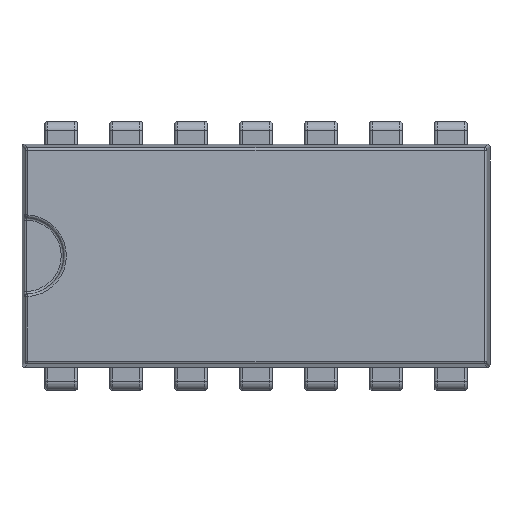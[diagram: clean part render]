
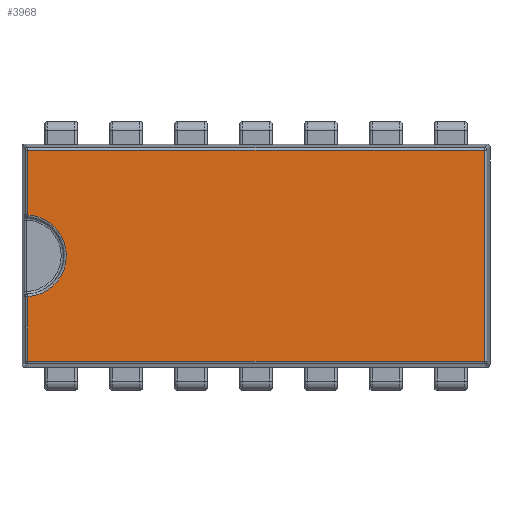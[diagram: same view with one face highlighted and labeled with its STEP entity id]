
A CAD part, top view. The second image highlights one B-rep face of the part: STEP entity #3968.
In plain terms, the highlighted planar face has unit normal (0, 0, 1).
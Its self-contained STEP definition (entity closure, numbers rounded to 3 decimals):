
#179=PLANE('',#4380);
#341=FACE_OUTER_BOUND('',#569,.T.);
#569=EDGE_LOOP('',(#3122,#3123,#3124,#3125,#3126,#3127));
#988=LINE('',#7062,#1350);
#989=LINE('',#7066,#1351);
#990=LINE('',#7068,#1352);
#991=LINE('',#7070,#1353);
#992=LINE('',#7071,#1354);
#1350=VECTOR('',#5344,10.);
#1351=VECTOR('',#5349,10.);
#1352=VECTOR('',#5350,10.);
#1353=VECTOR('',#5351,10.);
#1354=VECTOR('',#5352,10.);
#1524=CIRCLE('',#4370,1.6);
#1877=VERTEX_POINT('',#7018);
#1878=VERTEX_POINT('',#7020);
#1884=VERTEX_POINT('',#7061);
#1885=VERTEX_POINT('',#7065);
#1886=VERTEX_POINT('',#7067);
#1887=VERTEX_POINT('',#7069);
#2358=EDGE_CURVE('',#1878,#1877,#1524,.T.);
#2368=EDGE_CURVE('',#1877,#1884,#988,.T.);
#2370=EDGE_CURVE('',#1885,#1878,#989,.T.);
#2371=EDGE_CURVE('',#1886,#1885,#990,.T.);
#2372=EDGE_CURVE('',#1887,#1886,#991,.T.);
#2373=EDGE_CURVE('',#1884,#1887,#992,.T.);
#3122=ORIENTED_EDGE('',*,*,#2358,.F.);
#3123=ORIENTED_EDGE('',*,*,#2370,.F.);
#3124=ORIENTED_EDGE('',*,*,#2371,.F.);
#3125=ORIENTED_EDGE('',*,*,#2372,.F.);
#3126=ORIENTED_EDGE('',*,*,#2373,.F.);
#3127=ORIENTED_EDGE('',*,*,#2368,.F.);
#3968=ADVANCED_FACE('',(#341),#179,.T.);
#4370=AXIS2_PLACEMENT_3D('',#7022,#5321,#5322);
#4380=AXIS2_PLACEMENT_3D('',#7064,#5347,#5348);
#5321=DIRECTION('center_axis',(0.,0.,1.));
#5322=DIRECTION('ref_axis',(1.,0.,0.));
#5344=DIRECTION('',(0.,1.,0.));
#5347=DIRECTION('center_axis',(0.,0.,1.));
#5348=DIRECTION('ref_axis',(1.,0.,0.));
#5349=DIRECTION('',(0.,1.,0.));
#5350=DIRECTION('',(-1.,0.,0.));
#5351=DIRECTION('',(0.,-1.,0.));
#5352=DIRECTION('',(1.,0.,0.));
#7018=CARTESIAN_POINT('',(-0.772,6.957,3.85));
#7020=CARTESIAN_POINT('',(-0.772,3.763,3.85));
#7022=CARTESIAN_POINT('Origin',(-0.865,5.36,3.85));
#7061=CARTESIAN_POINT('',(-0.772,9.492,3.85));
#7062=CARTESIAN_POINT('',(-0.772,6.45,3.85));
#7064=CARTESIAN_POINT('Origin',(8.153,5.36,3.85));
#7065=CARTESIAN_POINT('',(-0.772,1.228,3.85));
#7066=CARTESIAN_POINT('',(-0.772,6.45,3.85));
#7067=CARTESIAN_POINT('',(17.077,1.228,3.85));
#7068=CARTESIAN_POINT('',(5.864,1.228,3.85));
#7069=CARTESIAN_POINT('',(17.077,9.492,3.85));
#7070=CARTESIAN_POINT('',(17.077,4.27,3.85));
#7071=CARTESIAN_POINT('',(10.441,9.492,3.85));
